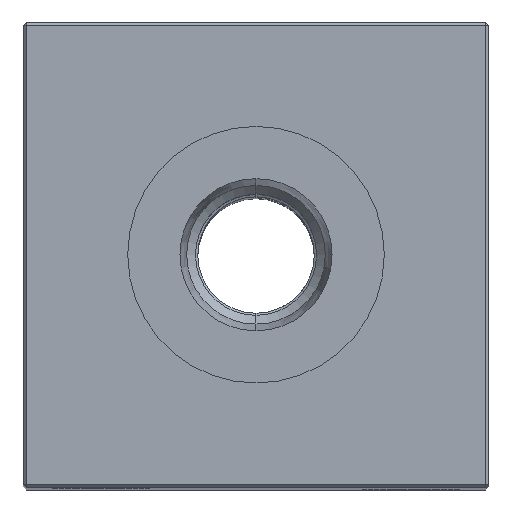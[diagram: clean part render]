
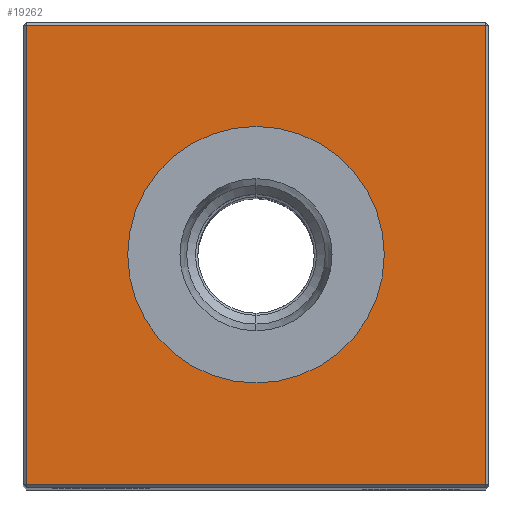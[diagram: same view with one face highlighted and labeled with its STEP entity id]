
A CAD part, top view. The second image highlights one B-rep face of the part: STEP entity #19262.
In plain terms, the highlighted planar face has unit normal (0, 0, 1).
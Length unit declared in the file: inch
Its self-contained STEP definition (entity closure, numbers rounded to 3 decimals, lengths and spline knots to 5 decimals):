
#455 = EDGE_LOOP ( 'NONE', ( #6498, #15743 ) ) ;
#466 = LINE ( 'NONE', #8017, #19069 ) ;
#881 = DIRECTION ( 'NONE',  ( 0., 1., 0. ) ) ;
#1023 = VECTOR ( 'NONE', #6697, 39.37008 ) ;
#1062 = CARTESIAN_POINT ( 'NONE',  ( 0., -0.41339, 4.75 ) ) ;
#2168 = VERTEX_POINT ( 'NONE', #13779 ) ;
#2979 = CARTESIAN_POINT ( 'NONE',  ( 0., 0., 4.75 ) ) ;
#3202 = DIRECTION ( 'NONE',  ( 0., 0., -1. ) ) ;
#3225 = VERTEX_POINT ( 'NONE', #23167 ) ;
#4502 = CARTESIAN_POINT ( 'NONE',  ( 0., 0.41339, 4.75 ) ) ;
#4632 = ORIENTED_EDGE ( 'NONE', *, *, #13572, .T. ) ;
#5001 = AXIS2_PLACEMENT_3D ( 'NONE', #14601, #3202, #10378 ) ;
#5396 = EDGE_LOOP ( 'NONE', ( #12288, #4632, #17577, #16059 ) ) ;
#5552 = EDGE_CURVE ( 'NONE', #6266, #8032, #8508, .T. ) ;
#5887 = VERTEX_POINT ( 'NONE', #6661 ) ;
#6266 = VERTEX_POINT ( 'NONE', #1062 ) ;
#6498 = ORIENTED_EDGE ( 'NONE', *, *, #24325, .T. ) ;
#6543 = PLANE ( 'NONE',  #14855 ) ;
#6595 = EDGE_CURVE ( 'NONE', #5887, #11325, #23916, .T. ) ;
#6644 = EDGE_CURVE ( 'NONE', #2168, #5887, #10277, .T. ) ;
#6661 = CARTESIAN_POINT ( 'NONE',  ( 0.74, 0.74, 4.75 ) ) ;
#6697 = DIRECTION ( 'NONE',  ( -1., 0., 0. ) ) ;
#8017 = CARTESIAN_POINT ( 'NONE',  ( 0., -0.74, 4.75 ) ) ;
#8032 = VERTEX_POINT ( 'NONE', #4502 ) ;
#8275 = FACE_BOUND ( 'NONE', #455, .T. ) ;
#8508 = CIRCLE ( 'NONE', #17590, 0.41339 ) ;
#8559 = CARTESIAN_POINT ( 'NONE',  ( 0., 0.74, 4.75 ) ) ;
#10051 = DIRECTION ( 'NONE',  ( 0., -1., 0. ) ) ;
#10277 = LINE ( 'NONE', #17845, #20778 ) ;
#10378 = DIRECTION ( 'NONE',  ( -1., 0., 0. ) ) ;
#11325 = VERTEX_POINT ( 'NONE', #11522 ) ;
#11522 = CARTESIAN_POINT ( 'NONE',  ( -0.74, 0.74, 4.75 ) ) ;
#12288 = ORIENTED_EDGE ( 'NONE', *, *, #22696, .T. ) ;
#12385 = DIRECTION ( 'NONE',  ( -1., 0., 0. ) ) ;
#12504 = DIRECTION ( 'NONE',  ( -1., 0., 0. ) ) ;
#13572 = EDGE_CURVE ( 'NONE', #3225, #2168, #466, .T. ) ;
#13668 = LINE ( 'NONE', #19235, #22347 ) ;
#13779 = CARTESIAN_POINT ( 'NONE',  ( 0.74, -0.74, 4.75 ) ) ;
#14118 = CARTESIAN_POINT ( 'NONE',  ( 0., 0., 4.75 ) ) ;
#14505 = CIRCLE ( 'NONE', #5001, 0.41339 ) ;
#14601 = CARTESIAN_POINT ( 'NONE',  ( 0., 0., 4.75 ) ) ;
#14855 = AXIS2_PLACEMENT_3D ( 'NONE', #14118, #17944, #12504 ) ;
#15743 = ORIENTED_EDGE ( 'NONE', *, *, #5552, .T. ) ;
#16059 = ORIENTED_EDGE ( 'NONE', *, *, #6595, .T. ) ;
#17577 = ORIENTED_EDGE ( 'NONE', *, *, #6644, .T. ) ;
#17590 = AXIS2_PLACEMENT_3D ( 'NONE', #2979, #19684, #12385 ) ;
#17845 = CARTESIAN_POINT ( 'NONE',  ( 0.74, 0., 4.75 ) ) ;
#17944 = DIRECTION ( 'NONE',  ( 0., 0., -1. ) ) ;
#19069 = VECTOR ( 'NONE', #19533, 39.37008 ) ;
#19235 = CARTESIAN_POINT ( 'NONE',  ( -0.74, 0., 4.75 ) ) ;
#19262 = ADVANCED_FACE ( 'NONE', ( #23519, #8275 ), #6543, .F. ) ;
#19533 = DIRECTION ( 'NONE',  ( 1., 0., 0. ) ) ;
#19684 = DIRECTION ( 'NONE',  ( 0., 0., -1. ) ) ;
#20778 = VECTOR ( 'NONE', #881, 39.37008 ) ;
#22347 = VECTOR ( 'NONE', #10051, 39.37008 ) ;
#22696 = EDGE_CURVE ( 'NONE', #11325, #3225, #13668, .T. ) ;
#23167 = CARTESIAN_POINT ( 'NONE',  ( -0.74, -0.74, 4.75 ) ) ;
#23519 = FACE_OUTER_BOUND ( 'NONE', #5396, .T. ) ;
#23916 = LINE ( 'NONE', #8559, #1023 ) ;
#24325 = EDGE_CURVE ( 'NONE', #8032, #6266, #14505, .T. ) ;
